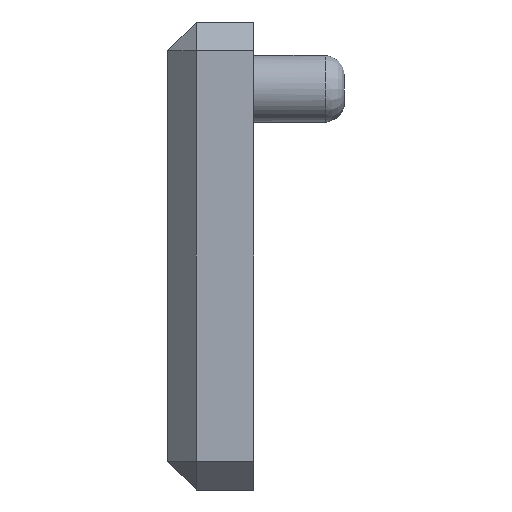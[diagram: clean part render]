
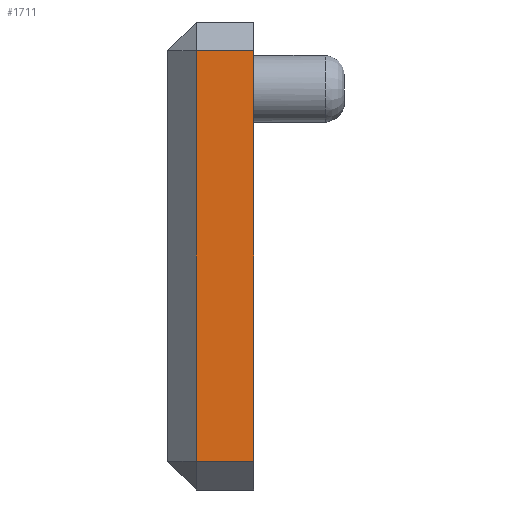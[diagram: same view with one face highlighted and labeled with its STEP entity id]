
A CAD part, left-side view. The second image highlights one B-rep face of the part: STEP entity #1711.
In plain terms, the highlighted planar face has unit normal (-1, 0, 0).
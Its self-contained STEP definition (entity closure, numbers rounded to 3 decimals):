
#278 = PLANE('',#279);
#279 = AXIS2_PLACEMENT_3D('',#280,#281,#282);
#280 = CARTESIAN_POINT('',(4.5,-19.,-10.5));
#281 = DIRECTION('',(-0.707,0.707,0.));
#282 = DIRECTION('',(0.,0.,1.));
#870 = VERTEX_POINT('',#871);
#871 = CARTESIAN_POINT('',(3.,-20.5,-7.5));
#897 = EDGE_CURVE('',#870,#898,#900,.T.);
#898 = VERTEX_POINT('',#899);
#899 = CARTESIAN_POINT('',(3.,-20.5,35.5));
#900 = SURFACE_CURVE('',#901,(#905,#912),.PCURVE_S1.);
#901 = LINE('',#902,#903);
#902 = CARTESIAN_POINT('',(3.,-20.5,-10.5));
#903 = VECTOR('',#904,1.);
#904 = DIRECTION('',(0.,0.,1.));
#905 = PCURVE('',#278,#906);
#906 = DEFINITIONAL_REPRESENTATION('',(#907),#911);
#907 = LINE('',#908,#909);
#908 = CARTESIAN_POINT('',(0.,-2.121));
#909 = VECTOR('',#910,1.);
#910 = DIRECTION('',(1.,0.));
#911 = ( GEOMETRIC_REPRESENTATION_CONTEXT(2) 
PARAMETRIC_REPRESENTATION_CONTEXT() REPRESENTATION_CONTEXT('2D SPACE',''
  ) );
#912 = PCURVE('',#913,#918);
#913 = PLANE('',#914);
#914 = AXIS2_PLACEMENT_3D('',#915,#916,#917);
#915 = CARTESIAN_POINT('',(3.,-17.5,-10.5));
#916 = DIRECTION('',(1.,0.,0.));
#917 = DIRECTION('',(0.,-1.,0.));
#918 = DEFINITIONAL_REPRESENTATION('',(#919),#923);
#919 = LINE('',#920,#921);
#920 = CARTESIAN_POINT('',(3.,0.));
#921 = VECTOR('',#922,1.);
#922 = DIRECTION('',(0.,-1.));
#923 = ( GEOMETRIC_REPRESENTATION_CONTEXT(2) 
PARAMETRIC_REPRESENTATION_CONTEXT() REPRESENTATION_CONTEXT('2D SPACE',''
  ) );
#1700 = PLANE('',#1701);
#1701 = AXIS2_PLACEMENT_3D('',#1702,#1703,#1704);
#1702 = CARTESIAN_POINT('',(4.5,-17.5,-9.));
#1703 = DIRECTION('',(-0.707,-0.,-0.707));
#1704 = DIRECTION('',(-0.,1.,-0.));
#1711 = ADVANCED_FACE('',(#1712),#913,.F.);
#1712 = FACE_BOUND('',#1713,.F.);
#1713 = EDGE_LOOP('',(#1714,#1744,#1765,#1766));
#1714 = ORIENTED_EDGE('',*,*,#1715,.F.);
#1715 = EDGE_CURVE('',#1716,#1718,#1720,.T.);
#1716 = VERTEX_POINT('',#1717);
#1717 = CARTESIAN_POINT('',(3.,-26.5,-7.5));
#1718 = VERTEX_POINT('',#1719);
#1719 = CARTESIAN_POINT('',(3.,-26.5,35.5));
#1720 = SURFACE_CURVE('',#1721,(#1725,#1732),.PCURVE_S1.);
#1721 = LINE('',#1722,#1723);
#1722 = CARTESIAN_POINT('',(3.,-26.5,-10.5));
#1723 = VECTOR('',#1724,1.);
#1724 = DIRECTION('',(0.,0.,1.));
#1725 = PCURVE('',#913,#1726);
#1726 = DEFINITIONAL_REPRESENTATION('',(#1727),#1731);
#1727 = LINE('',#1728,#1729);
#1728 = CARTESIAN_POINT('',(9.,0.));
#1729 = VECTOR('',#1730,1.);
#1730 = DIRECTION('',(0.,-1.));
#1731 = ( GEOMETRIC_REPRESENTATION_CONTEXT(2) 
PARAMETRIC_REPRESENTATION_CONTEXT() REPRESENTATION_CONTEXT('2D SPACE',''
  ) );
#1732 = PCURVE('',#1733,#1738);
#1733 = PLANE('',#1734);
#1734 = AXIS2_PLACEMENT_3D('',#1735,#1736,#1737);
#1735 = CARTESIAN_POINT('',(3.,-26.5,-10.5));
#1736 = DIRECTION('',(0.,-1.,0.));
#1737 = DIRECTION('',(1.,0.,0.));
#1738 = DEFINITIONAL_REPRESENTATION('',(#1739),#1743);
#1739 = LINE('',#1740,#1741);
#1740 = CARTESIAN_POINT('',(0.,0.));
#1741 = VECTOR('',#1742,1.);
#1742 = DIRECTION('',(0.,1.));
#1743 = ( GEOMETRIC_REPRESENTATION_CONTEXT(2) 
PARAMETRIC_REPRESENTATION_CONTEXT() REPRESENTATION_CONTEXT('2D SPACE',''
  ) );
#1744 = ORIENTED_EDGE('',*,*,#1745,.F.);
#1745 = EDGE_CURVE('',#870,#1716,#1746,.T.);
#1746 = SURFACE_CURVE('',#1747,(#1751,#1758),.PCURVE_S1.);
#1747 = LINE('',#1748,#1749);
#1748 = CARTESIAN_POINT('',(3.,-17.5,-7.5));
#1749 = VECTOR('',#1750,1.);
#1750 = DIRECTION('',(0.,-1.,0.));
#1751 = PCURVE('',#913,#1752);
#1752 = DEFINITIONAL_REPRESENTATION('',(#1753),#1757);
#1753 = LINE('',#1754,#1755);
#1754 = CARTESIAN_POINT('',(0.,-3.));
#1755 = VECTOR('',#1756,1.);
#1756 = DIRECTION('',(1.,0.));
#1757 = ( GEOMETRIC_REPRESENTATION_CONTEXT(2) 
PARAMETRIC_REPRESENTATION_CONTEXT() REPRESENTATION_CONTEXT('2D SPACE',''
  ) );
#1758 = PCURVE('',#1700,#1759);
#1759 = DEFINITIONAL_REPRESENTATION('',(#1760),#1764);
#1760 = LINE('',#1761,#1762);
#1761 = CARTESIAN_POINT('',(-0.,-2.121));
#1762 = VECTOR('',#1763,1.);
#1763 = DIRECTION('',(-1.,0.));
#1764 = ( GEOMETRIC_REPRESENTATION_CONTEXT(2) 
PARAMETRIC_REPRESENTATION_CONTEXT() REPRESENTATION_CONTEXT('2D SPACE',''
  ) );
#1765 = ORIENTED_EDGE('',*,*,#897,.T.);
#1766 = ORIENTED_EDGE('',*,*,#1767,.T.);
#1767 = EDGE_CURVE('',#898,#1718,#1768,.T.);
#1768 = SURFACE_CURVE('',#1769,(#1773,#1780),.PCURVE_S1.);
#1769 = LINE('',#1770,#1771);
#1770 = CARTESIAN_POINT('',(3.,-17.5,35.5));
#1771 = VECTOR('',#1772,1.);
#1772 = DIRECTION('',(0.,-1.,0.));
#1773 = PCURVE('',#913,#1774);
#1774 = DEFINITIONAL_REPRESENTATION('',(#1775),#1779);
#1775 = LINE('',#1776,#1777);
#1776 = CARTESIAN_POINT('',(0.,-46.));
#1777 = VECTOR('',#1778,1.);
#1778 = DIRECTION('',(1.,0.));
#1779 = ( GEOMETRIC_REPRESENTATION_CONTEXT(2) 
PARAMETRIC_REPRESENTATION_CONTEXT() REPRESENTATION_CONTEXT('2D SPACE',''
  ) );
#1780 = PCURVE('',#1781,#1786);
#1781 = PLANE('',#1782);
#1782 = AXIS2_PLACEMENT_3D('',#1783,#1784,#1785);
#1783 = CARTESIAN_POINT('',(4.5,-17.5,37.));
#1784 = DIRECTION('',(0.707,0.,-0.707));
#1785 = DIRECTION('',(-0.,1.,-0.));
#1786 = DEFINITIONAL_REPRESENTATION('',(#1787),#1791);
#1787 = LINE('',#1788,#1789);
#1788 = CARTESIAN_POINT('',(-0.,-2.121));
#1789 = VECTOR('',#1790,1.);
#1790 = DIRECTION('',(-1.,0.));
#1791 = ( GEOMETRIC_REPRESENTATION_CONTEXT(2) 
PARAMETRIC_REPRESENTATION_CONTEXT() REPRESENTATION_CONTEXT('2D SPACE',''
  ) );
